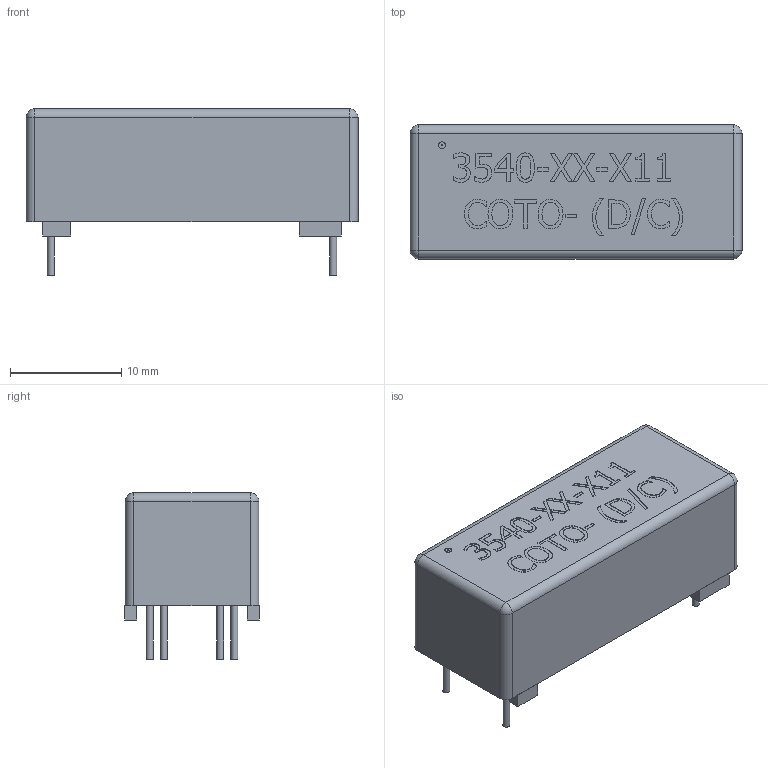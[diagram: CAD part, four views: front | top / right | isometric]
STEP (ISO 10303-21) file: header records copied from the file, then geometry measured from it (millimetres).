
FILE_DESCRIPTION(('PRELIMINARY'),'2;1');
FILE_NAME('3540-XX-X11 (A).stp','2013-06-10T23:07:54',('odafonseca'),(''),'Autodesk Inventor 2013','Autodesk Inventor 2013','');
FILE_SCHEMA(('AUTOMOTIVE_DESIGN { 1 0 10303 214 1 1 1 1 }'));
Length unit declared in the file: inch
Products named in the file (1): 3540-XX-X11 (A)
Bounding box: 29.9 x 12.09 x 14.99 mm (x, y, z)
Volume: 3674 mm3; surface area: 3879 mm2
Topology: 2 solids, 2 shells, 378 faces, 991 edges, 642 vertices
Faces by surface type: plane 204, bspline 136, cylinder 28, sphere 8, torus 2
Full cylindrical faces by diameter (mm): 0.635 x4
Entity records: 12628 total; most frequent: CARTESIAN_POINT 3886, ORIENTED_EDGE 1958, DIRECTION 1257, EDGE_CURVE 979, VECTOR 651, LINE 651, VERTEX_POINT 642, EDGE_LOOP 415
